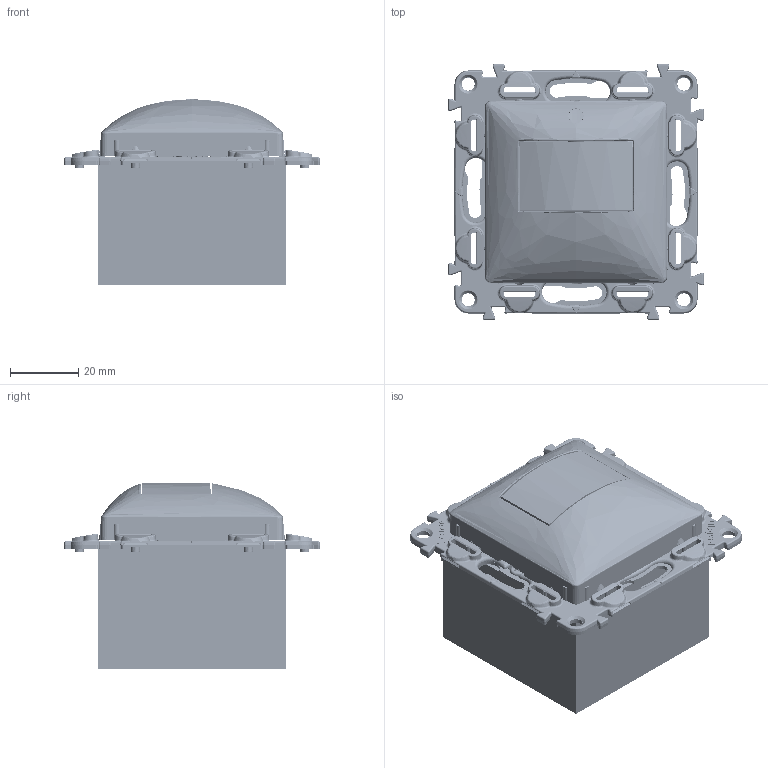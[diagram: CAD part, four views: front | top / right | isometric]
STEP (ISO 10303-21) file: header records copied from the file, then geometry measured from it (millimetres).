
FILE_DESCRIPTION(('CATIA V5 STEP Exchange','CAx-IF Rec.Pracs.--- Model Styling and Organization---1.4--- 2014-01-23'),'2;1');
FILE_NAME('752173_AllCATPart.stp','2020-02-28T14:03:55+00:00',('none'),('none'),'CATIA Version 5-6 Release 2017 SP3','CATIA V5 STEP AP214','none');
FILE_SCHEMA(('AUTOMOTIVE_DESIGN { 1 0 10303 214 1 1 1 1 }'));
Products named in the file (1): 752173_AllCATPart
Bounding box: 74.7 x 74.7 x 54.15 mm (x, y, z)
Volume: 114758.9 mm3; surface area: 47962 mm2
Topology: 2 solids, 12 shells, 9695 faces, 27890 edges, 18229 vertices
Faces by surface type: plane 7455, cylinder 1052, bspline 621, cone 298, torus 185, sphere 72, extrusion 12
Entity records: 365532 total; most frequent: CARTESIAN_POINT 136374, ORIENTED_EDGE 55588, DIRECTION 31452, EDGE_CURVE 27794, VERTEX_POINT 18229, VECTOR 13744, LINE 13732, B_SPLINE_CURVE_WITH_KNOTS 12442
